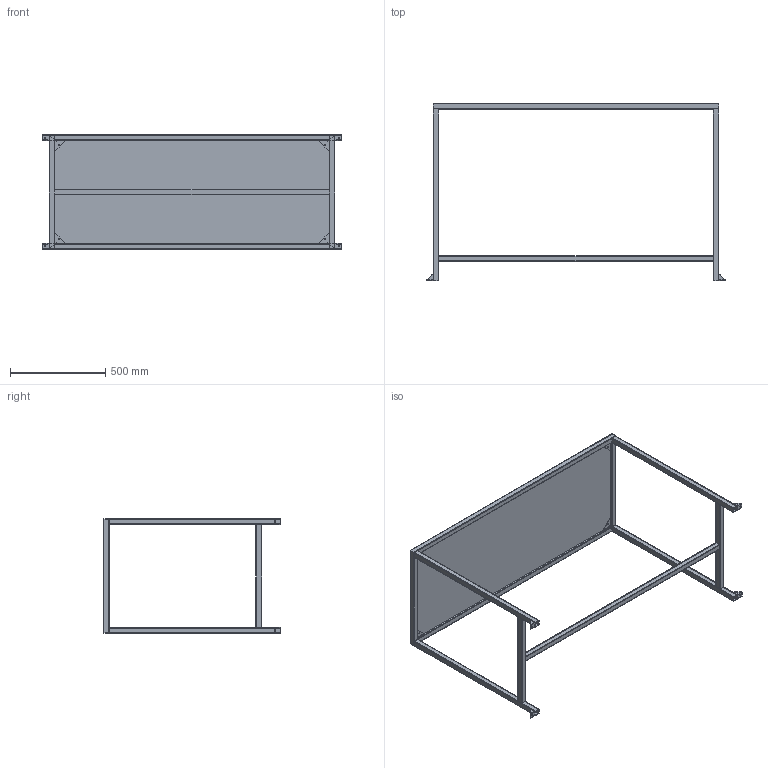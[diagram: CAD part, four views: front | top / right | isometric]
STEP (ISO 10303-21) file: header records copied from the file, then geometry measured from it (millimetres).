
FILE_DESCRIPTION (( 'STEP AP214' ), '1' );
FILE_NAME ('Table.STEP', '2017-09-19T09:22:41', ( '' ), ( '' ), 'SwSTEP 2.0', 'SolidWorks 2016', '' );
FILE_SCHEMA (( 'AUTOMOTIVE_DESIGN' ));
Length unit declared in the file: millimetre
Products named in the file (10): tube 30x30x2 35mm feet; strip 30x3 80mm wood holder; Table; tube 30x30x2 600mm ; tube 30x30x2 1440mm ; tube 30x30x2 900mm leg; frame table; tube 30x30x2 1500mm ; tube 30x30x2 540mm ; wood 540x1440mm
Assembly tree (21 placements, depth 3):
  Table
    frame table
      strip 30x3 80mm wood holder  x4
      tube 30x30x2 35mm feet  x4
      tube 30x30x2 900mm leg  x4
      tube 30x30x2 540mm   x2
      tube 30x30x2 600mm   x2
      tube 30x30x2 1500mm   x2
      tube 30x30x2 1440mm 
    wood 540x1440mm
Bounding box: 1570 x 930 x 600 mm (x, y, z)
Volume: 16246359.1 mm3; surface area: 3880340.7 mm2
Topology: 20 solids, 20 shells, 316 faces, 828 edges, 552 vertices
Faces by surface type: plane 180, cylinder 136
Entity records: 4320 total; most frequent: CARTESIAN_POINT 809, ORIENTED_EDGE 648, DIRECTION 646, EDGE_CURVE 324, VECTOR 220, LINE 220, VERTEX_POINT 216, AXIS2_PLACEMENT_3D 213
